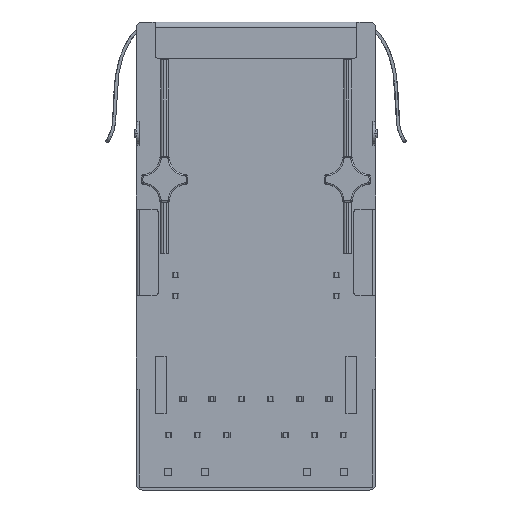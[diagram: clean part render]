
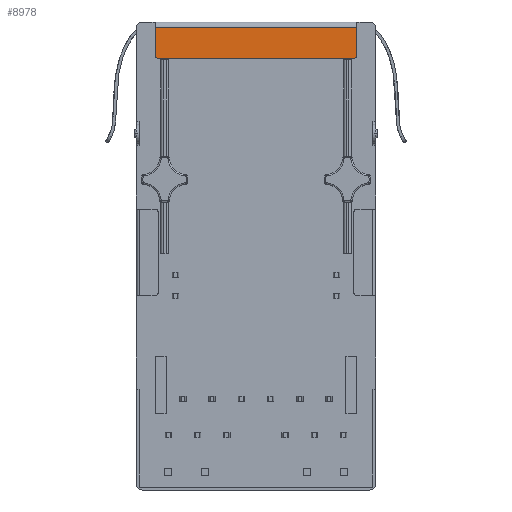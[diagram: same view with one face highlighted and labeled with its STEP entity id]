
A CAD part, front view. The second image highlights one B-rep face of the part: STEP entity #8978.
In plain terms, the highlighted planar face has unit normal (0, -1, 0).
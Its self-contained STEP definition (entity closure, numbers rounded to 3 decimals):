
#1436 = VERTEX_POINT ( 'NONE', #18507 ) ;
#1856 = VECTOR ( 'NONE', #13505, 1000. ) ;
#2276 = CARTESIAN_POINT ( 'NONE',  ( 17.314, 3.76, -2.5 ) ) ;
#2404 = LINE ( 'NONE', #10698, #2554 ) ;
#2554 = VECTOR ( 'NONE', #10903, 1000. ) ;
#3228 = VERTEX_POINT ( 'NONE', #14829 ) ;
#3297 = LINE ( 'NONE', #15019, #1856 ) ;
#3803 = CARTESIAN_POINT ( 'NONE',  ( 3.614, 3.76, -2.5 ) ) ;
#3921 = DIRECTION ( 'NONE',  ( -1., 0., 0. ) ) ;
#4095 = VERTEX_POINT ( 'NONE', #3803 ) ;
#5314 = VECTOR ( 'NONE', #10648, 1000. ) ;
#5508 = FACE_OUTER_BOUND ( 'NONE', #10365, .T. ) ;
#8536 = DIRECTION ( 'NONE',  ( 0., -1., 0. ) ) ;
#8743 = DIRECTION ( 'NONE',  ( 0., 0., -1. ) ) ;
#8864 = ORIENTED_EDGE ( 'NONE', *, *, #9827, .F. ) ;
#8978 = ADVANCED_FACE ( 'NONE', ( #5508 ), #14985, .T. ) ;
#9166 = VERTEX_POINT ( 'NONE', #2276 ) ;
#9646 = LINE ( 'NONE', #14355, #5314 ) ;
#9827 = EDGE_CURVE ( 'NONE', #14173, #1436, #2404, .T. ) ;
#10236 = DIRECTION ( 'NONE',  ( 0., -1., 0. ) ) ;
#10365 = EDGE_LOOP ( 'NONE', ( #8864, #12906, #20245, #13344, #11066, #19808 ) ) ;
#10424 = EDGE_CURVE ( 'NONE', #9166, #3228, #18656, .T. ) ;
#10593 = CARTESIAN_POINT ( 'NONE',  ( 17.314, 3.76, -2.5 ) ) ;
#10648 = DIRECTION ( 'NONE',  ( 0., 0., -1. ) ) ;
#10698 = CARTESIAN_POINT ( 'NONE',  ( 3.464, 3.76, -2.35 ) ) ;
#10903 = DIRECTION ( 'NONE',  ( 0., 0., 1. ) ) ;
#11066 = ORIENTED_EDGE ( 'NONE', *, *, #16972, .F. ) ;
#11167 = AXIS2_PLACEMENT_3D ( 'NONE', #14189, #15708, #12587 ) ;
#11180 = AXIS2_PLACEMENT_3D ( 'NONE', #16902, #8536, #8743 ) ;
#11944 = DIRECTION ( 'NONE',  ( 0., 0., -1. ) ) ;
#12587 = DIRECTION ( 'NONE',  ( -1., 0., 0. ) ) ;
#12906 = ORIENTED_EDGE ( 'NONE', *, *, #18482, .T. ) ;
#13335 = CARTESIAN_POINT ( 'NONE',  ( 3.464, 3.76, -2.35 ) ) ;
#13344 = ORIENTED_EDGE ( 'NONE', *, *, #10424, .T. ) ;
#13505 = DIRECTION ( 'NONE',  ( 1., 0., 0. ) ) ;
#13661 = CARTESIAN_POINT ( 'NONE',  ( 17.314, 3.76, -2.35 ) ) ;
#14173 = VERTEX_POINT ( 'NONE', #13335 ) ;
#14189 = CARTESIAN_POINT ( 'NONE',  ( 3.614, 3.76, -2.35 ) ) ;
#14195 = AXIS2_PLACEMENT_3D ( 'NONE', #13661, #10236, #11944 ) ;
#14355 = CARTESIAN_POINT ( 'NONE',  ( 17.464, 3.76, -0.4 ) ) ;
#14829 = CARTESIAN_POINT ( 'NONE',  ( 17.464, 3.76, -2.35 ) ) ;
#14985 = PLANE ( 'NONE',  #11180 ) ;
#15019 = CARTESIAN_POINT ( 'NONE',  ( 3.464, 3.76, -0.4 ) ) ;
#15708 = DIRECTION ( 'NONE',  ( 0., -1., 0. ) ) ;
#15966 = EDGE_CURVE ( 'NONE', #9166, #4095, #17243, .T. ) ;
#16902 = CARTESIAN_POINT ( 'NONE',  ( 2.164, 3.76, -32.5 ) ) ;
#16972 = EDGE_CURVE ( 'NONE', #18838, #3228, #9646, .T. ) ;
#17082 = EDGE_CURVE ( 'NONE', #1436, #18838, #3297, .T. ) ;
#17243 = LINE ( 'NONE', #10593, #19922 ) ;
#18482 = EDGE_CURVE ( 'NONE', #14173, #4095, #20100, .T. ) ;
#18507 = CARTESIAN_POINT ( 'NONE',  ( 3.464, 3.76, -0.4 ) ) ;
#18656 = CIRCLE ( 'NONE', #14195, 0.15 ) ;
#18838 = VERTEX_POINT ( 'NONE', #20408 ) ;
#19808 = ORIENTED_EDGE ( 'NONE', *, *, #17082, .F. ) ;
#19922 = VECTOR ( 'NONE', #3921, 1000. ) ;
#20100 = CIRCLE ( 'NONE', #11167, 0.15 ) ;
#20245 = ORIENTED_EDGE ( 'NONE', *, *, #15966, .F. ) ;
#20408 = CARTESIAN_POINT ( 'NONE',  ( 17.464, 3.76, -0.4 ) ) ;
